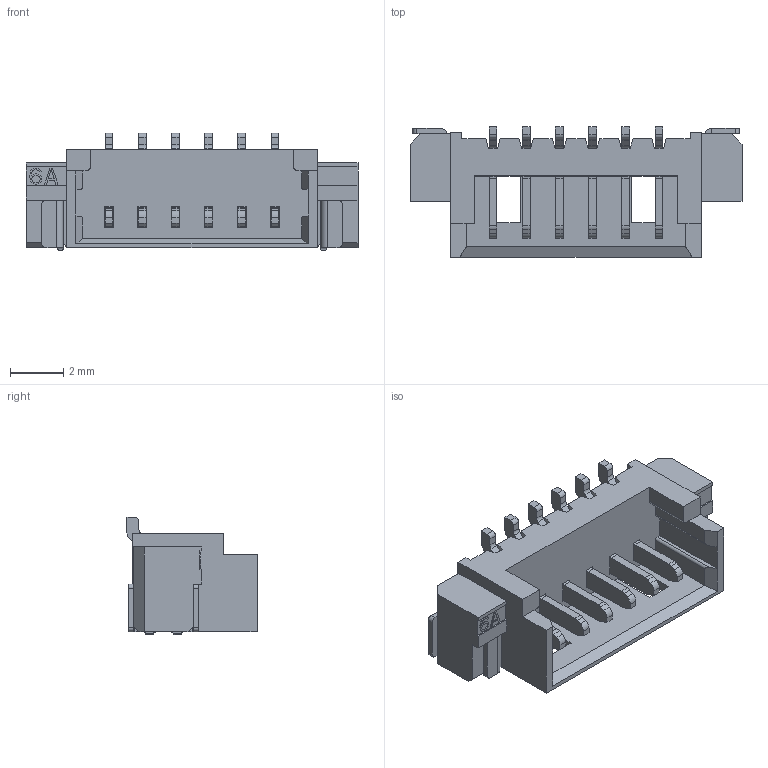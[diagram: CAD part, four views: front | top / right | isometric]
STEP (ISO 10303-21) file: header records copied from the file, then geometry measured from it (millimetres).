
FILE_DESCRIPTION((''),'2;1');
FILE_NAME('1_25-6P_3D_','2022-10-13T',('admin'),(''),'PRO/ENGINEER BY PARAMETRIC TECHNOLOGY CORPORATION, 2010280','PRO/ENGINEER BY PARAMETRIC TECHNOLOGY CORPORATION, 2010280','');
FILE_SCHEMA(('CONFIG_CONTROL_DESIGN'));
Length unit declared in the file: millimetre
Products named in the file (1): 1_25-6P_3D_
Bounding box: 12.5 x 4.9 x 4.41 mm (x, y, z)
Volume: 92.2 mm3; surface area: 369.5 mm2
Topology: 1 solids, 2 shells, 627 faces, 1946 edges, 1267 vertices
Faces by surface type: plane 435, cylinder 192
Entity records: 21846 total; most frequent: CARTESIAN_POINT 4160, ORIENTED_EDGE 3888, DIRECTION 3515, EDGE_CURVE 1946, VECTOR 1521, LINE 1521, VERTEX_POINT 1267, AXIS2_PLACEMENT_3D 997
